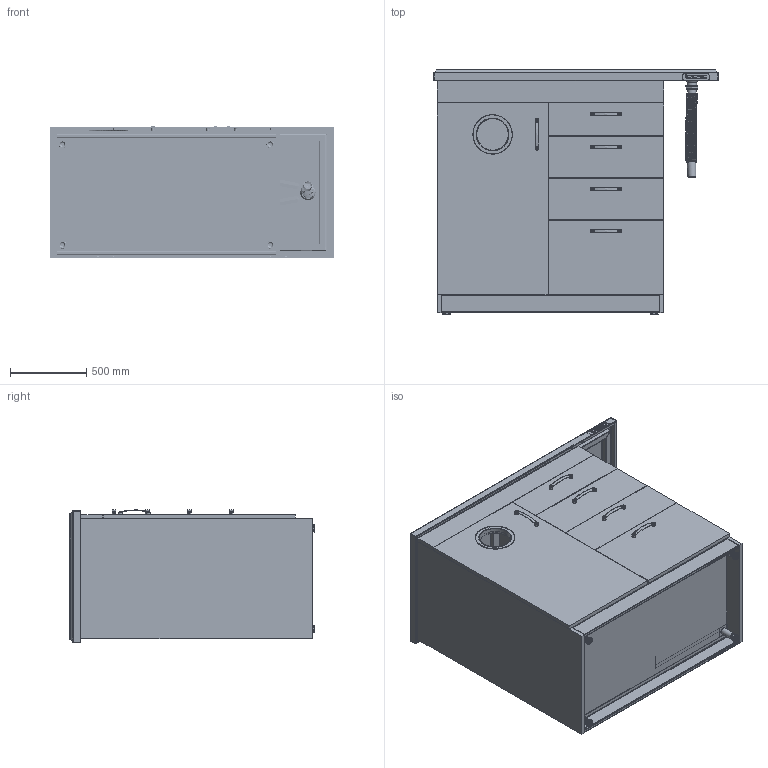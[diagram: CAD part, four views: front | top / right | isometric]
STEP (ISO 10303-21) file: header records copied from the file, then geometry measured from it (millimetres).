
FILE_DESCRIPTION(('FreeCAD Model'),'2;1');
FILE_NAME('Open CASCADE Shape Model','2025-04-29T14:33:33',('FreeCAD'),( 'FreeCAD'),'Open CASCADE STEP processor 7.6','FreeCAD','Unknown');
FILE_SCHEMA(('AUTOMOTIVE_DESIGN { 1 0 10303 214 1 1 1 1 }'));
Products named in the file (1): Open CASCADE STEP translator 7.6 1
Bounding box: 1861.41 x 1601.99 x 869.85 mm (x, y, z)
Volume: 301311741.3 mm3; surface area: 37142741 mm2
Topology: 138 solids, 138 shells, 5012 faces, 13171 edges, 8461 vertices
Faces by surface type: bspline 5012
Entity records: 185487 total; most frequent: CARTESIAN_POINT 109744, ORIENTED_EDGE 26184, EDGE_CURVE 13092, B_SPLINE_CURVE_WITH_KNOTS 8701, VERTEX_POINT 8461, FACE_BOUND 5621, EDGE_LOOP 5621, ADVANCED_FACE 5012
